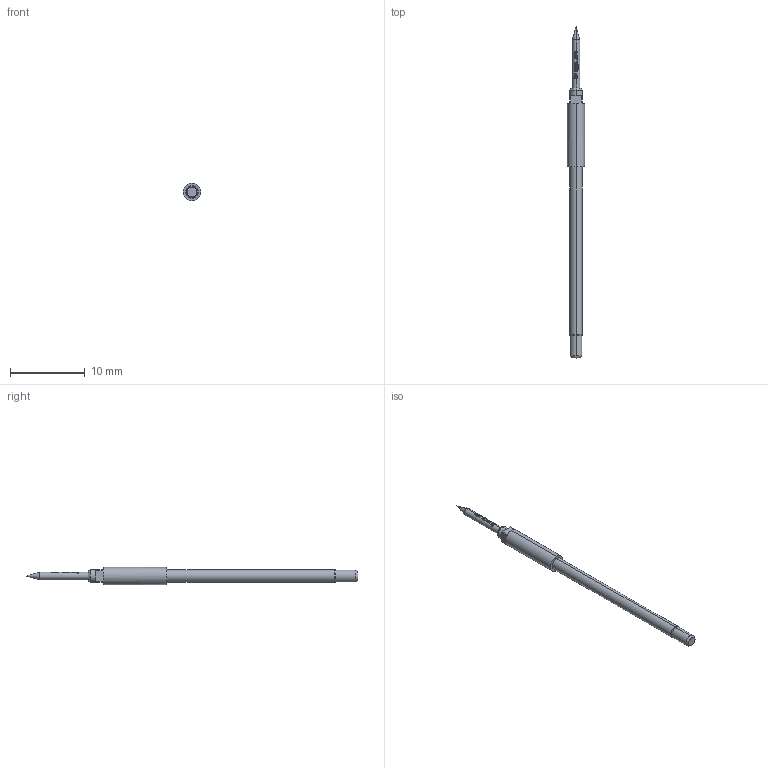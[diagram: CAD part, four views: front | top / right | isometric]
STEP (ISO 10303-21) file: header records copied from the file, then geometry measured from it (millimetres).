
FILE_DESCRIPTION (( 'STEP AP203' ), '1' );
FILE_NAME ('INGUN_GKS-112_201_100_X_xx10_M_0.STEP', '2016-05-09T13:23:00', ( '' ), ( '' ), 'SwSTEP 2.0', 'SolidWorks 2014', '' );
FILE_SCHEMA (( 'CONFIG_CONTROL_DESIGN' ));
Length unit declared in the file: millimetre
Products named in the file (2): INGUN_GKS-112_201_100_X_xx10_M_0
Bounding box: 2.3 x 44.3 x 2.3 mm (x, y, z)
Volume: 99.8 mm3; surface area: 234.9 mm2
Topology: 1 solids, 1 shells, 114 faces, 314 edges, 203 vertices
Faces by surface type: plane 55, cylinder 29, bspline 22, cone 6, torus 2
Entity records: 4055 total; most frequent: CARTESIAN_POINT 1141, ORIENTED_EDGE 624, DIRECTION 526, EDGE_CURVE 312, AXIS2_PLACEMENT_3D 206, VERTEX_POINT 203, EDGE_LOOP 117, ADVANCED_FACE 114
